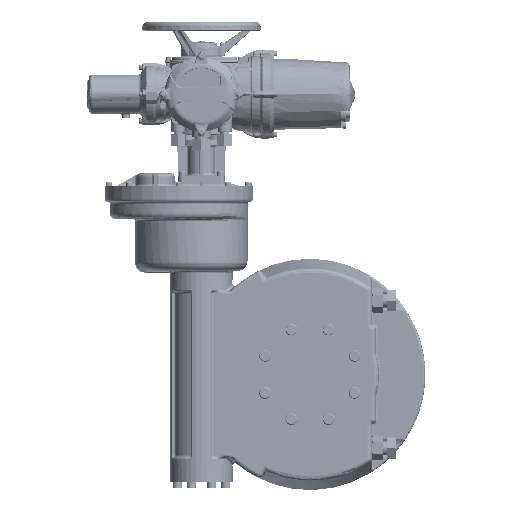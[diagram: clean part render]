
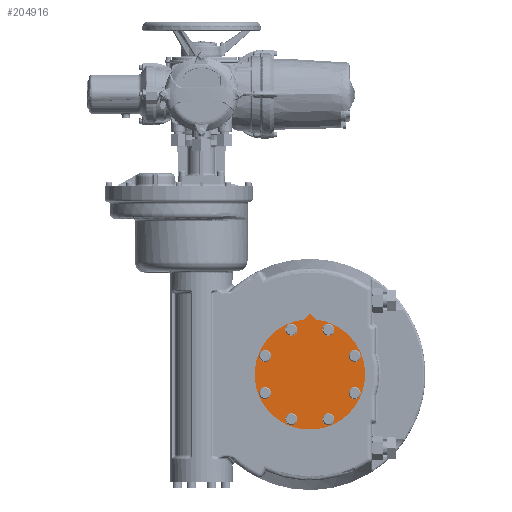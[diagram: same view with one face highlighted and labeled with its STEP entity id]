
A CAD part, front view. The second image highlights one B-rep face of the part: STEP entity #204916.
In plain terms, the highlighted face is planar.
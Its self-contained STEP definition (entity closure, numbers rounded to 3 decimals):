
#7910=PLANE('',#217753);
#13931=LINE('',#366386,#20609);
#13932=LINE('',#366391,#20610);
#20609=VECTOR('',#247759,1000.);
#20610=VECTOR('',#247762,1000.);
#66661=ORIENTED_EDGE('',*,*,#92511,.F.);
#66662=ORIENTED_EDGE('',*,*,#92512,.F.);
#66663=ORIENTED_EDGE('',*,*,#92513,.F.);
#66664=ORIENTED_EDGE('',*,*,#92514,.F.);
#66665=ORIENTED_EDGE('',*,*,#92515,.F.);
#66666=ORIENTED_EDGE('',*,*,#92516,.F.);
#66667=ORIENTED_EDGE('',*,*,#92517,.F.);
#66668=ORIENTED_EDGE('',*,*,#92518,.F.);
#66669=ORIENTED_EDGE('',*,*,#92519,.F.);
#66670=ORIENTED_EDGE('',*,*,#92520,.F.);
#66671=ORIENTED_EDGE('',*,*,#92521,.F.);
#92511=EDGE_CURVE('',#107584,#107584,#115591,.T.);
#92512=EDGE_CURVE('',#107585,#107585,#115592,.T.);
#92513=EDGE_CURVE('',#107586,#107586,#115593,.T.);
#92514=EDGE_CURVE('',#107587,#107587,#115594,.T.);
#92515=EDGE_CURVE('',#107588,#107589,#13931,.T.);
#92516=EDGE_CURVE('',#107590,#107588,#115595,.T.);
#92517=EDGE_CURVE('',#107589,#107590,#13932,.T.);
#92518=EDGE_CURVE('',#107591,#107591,#115596,.T.);
#92519=EDGE_CURVE('',#107592,#107592,#115597,.T.);
#92520=EDGE_CURVE('',#107593,#107593,#115598,.T.);
#92521=EDGE_CURVE('',#107594,#107594,#115599,.T.);
#107584=VERTEX_POINT('',#366379);
#107585=VERTEX_POINT('',#366381);
#107586=VERTEX_POINT('',#366383);
#107587=VERTEX_POINT('',#366385);
#107588=VERTEX_POINT('',#366387);
#107589=VERTEX_POINT('',#366388);
#107590=VERTEX_POINT('',#366390);
#107591=VERTEX_POINT('',#366393);
#107592=VERTEX_POINT('',#366395);
#107593=VERTEX_POINT('',#366397);
#107594=VERTEX_POINT('',#366399);
#115591=CIRCLE('',#217754,15.35);
#115592=CIRCLE('',#217755,15.35);
#115593=CIRCLE('',#217756,15.35);
#115594=CIRCLE('',#217757,15.35);
#115595=CIRCLE('',#217758,142.5);
#115596=CIRCLE('',#217759,15.35);
#115597=CIRCLE('',#217760,15.35);
#115598=CIRCLE('',#217761,15.35);
#115599=CIRCLE('',#217762,15.35);
#124999=EDGE_LOOP('',(#66661));
#125000=EDGE_LOOP('',(#66662));
#125001=EDGE_LOOP('',(#66663));
#125002=EDGE_LOOP('',(#66664));
#125003=EDGE_LOOP('',(#66665,#66666,#66667));
#125004=EDGE_LOOP('',(#66668));
#125005=EDGE_LOOP('',(#66669));
#125006=EDGE_LOOP('',(#66670));
#125007=EDGE_LOOP('',(#66671));
#135372=FACE_BOUND('',#124999,.T.);
#135373=FACE_BOUND('',#125000,.T.);
#135374=FACE_BOUND('',#125001,.T.);
#135375=FACE_BOUND('',#125002,.T.);
#135376=FACE_BOUND('',#125003,.T.);
#135377=FACE_BOUND('',#125004,.T.);
#135378=FACE_BOUND('',#125005,.T.);
#135379=FACE_BOUND('',#125006,.T.);
#135380=FACE_BOUND('',#125007,.T.);
#204916=ADVANCED_FACE('',(#135372,#135373,#135374,#135375,#135376,#135377,
#135378,#135379,#135380),#7910,.F.);
#217753=AXIS2_PLACEMENT_3D('',#366377,#247749,#247750);
#217754=AXIS2_PLACEMENT_3D('',#366378,#247751,#247752);
#217755=AXIS2_PLACEMENT_3D('',#366380,#247753,#247754);
#217756=AXIS2_PLACEMENT_3D('',#366382,#247755,#247756);
#217757=AXIS2_PLACEMENT_3D('',#366384,#247757,#247758);
#217758=AXIS2_PLACEMENT_3D('',#366389,#247760,#247761);
#217759=AXIS2_PLACEMENT_3D('',#366392,#247763,#247764);
#217760=AXIS2_PLACEMENT_3D('',#366394,#247765,#247766);
#217761=AXIS2_PLACEMENT_3D('',#366396,#247767,#247768);
#217762=AXIS2_PLACEMENT_3D('',#366398,#247769,#247770);
#247749=DIRECTION('',(0.,0.,-1.));
#247750=DIRECTION('',(0.,1.,0.));
#247751=DIRECTION('',(0.,0.,1.));
#247752=DIRECTION('',(0.707,-0.707,0.));
#247753=DIRECTION('',(0.,0.,1.));
#247754=DIRECTION('',(-0.707,0.707,0.));
#247755=DIRECTION('',(0.,0.,1.));
#247756=DIRECTION('',(0.,1.,0.));
#247757=DIRECTION('',(0.,0.,1.));
#247758=DIRECTION('',(0.,-1.,0.));
#247759=DIRECTION('',(0.707,0.707,0.));
#247760=DIRECTION('',(0.,0.,-1.));
#247761=DIRECTION('',(0.,1.,0.));
#247762=DIRECTION('',(0.707,-0.707,0.));
#247763=DIRECTION('',(0.,0.,1.));
#247764=DIRECTION('',(1.,0.,0.));
#247765=DIRECTION('',(0.,0.,1.));
#247766=DIRECTION('',(-1.,0.,0.));
#247767=DIRECTION('',(0.,0.,1.));
#247768=DIRECTION('',(0.707,0.707,0.));
#247769=DIRECTION('',(0.,0.,1.));
#247770=DIRECTION('',(-0.707,-0.707,0.));
#366377=CARTESIAN_POINT('',(0.,0.,
78.));
#366378=CARTESIAN_POINT('',(115.485,-47.835,78.));
#366379=CARTESIAN_POINT('',(126.339,-58.69,78.));
#366380=CARTESIAN_POINT('',(-115.485,47.835,78.));
#366381=CARTESIAN_POINT('',(-126.339,58.69,78.));
#366382=CARTESIAN_POINT('',(-47.835,115.485,78.));
#366383=CARTESIAN_POINT('',(-47.835,130.835,78.));
#366384=CARTESIAN_POINT('',(47.835,-115.485,78.));
#366385=CARTESIAN_POINT('',(47.835,-130.835,78.));
#366386=CARTESIAN_POINT('',(0.,157.,78.));
#366387=CARTESIAN_POINT('',(-15.327,141.673,78.));
#366388=CARTESIAN_POINT('',(0.,157.,78.));
#366389=CARTESIAN_POINT('',(0.,0.,
78.));
#366390=CARTESIAN_POINT('',(15.327,141.673,78.));
#366391=CARTESIAN_POINT('',(0.,157.,78.));
#366392=CARTESIAN_POINT('',(115.485,47.835,78.));
#366393=CARTESIAN_POINT('',(130.835,47.835,78.));
#366394=CARTESIAN_POINT('',(-115.485,-47.835,78.));
#366395=CARTESIAN_POINT('',(-130.835,-47.835,78.));
#366396=CARTESIAN_POINT('',(47.835,115.485,78.));
#366397=CARTESIAN_POINT('',(58.69,126.339,78.));
#366398=CARTESIAN_POINT('',(-47.835,-115.485,78.));
#366399=CARTESIAN_POINT('',(-58.69,-126.339,78.));
